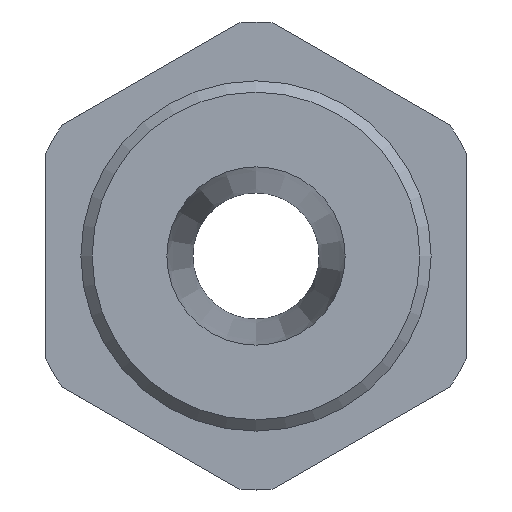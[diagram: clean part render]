
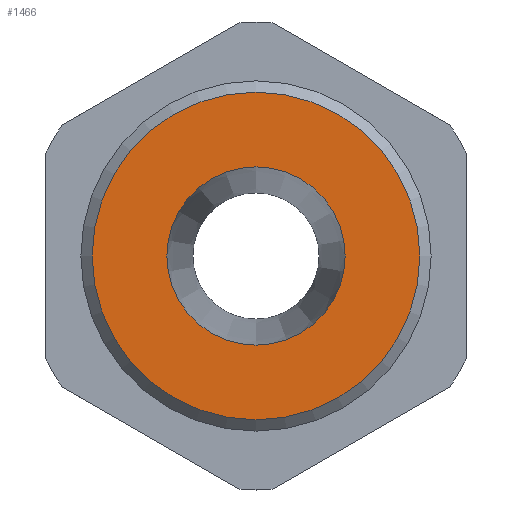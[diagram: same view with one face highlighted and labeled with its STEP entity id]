
A CAD part, left-side view. The second image highlights one B-rep face of the part: STEP entity #1466.
In plain terms, the highlighted planar face has unit normal (-1, 0, 0).
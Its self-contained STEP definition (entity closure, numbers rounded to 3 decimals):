
#113=CIRCLE('',#1604,11.69);
#114=CIRCLE('',#1606,6.36);
#115=CIRCLE('',#1607,6.36);
#482=VERTEX_POINT('',#2416);
#483=VERTEX_POINT('',#2420);
#484=VERTEX_POINT('',#2421);
#695=EDGE_CURVE('',#482,#482,#113,.F.);
#696=EDGE_CURVE('',#483,#484,#114,.T.);
#697=EDGE_CURVE('',#484,#483,#115,.T.);
#1014=ORIENTED_EDGE('',*,*,#696,.T.);
#1015=ORIENTED_EDGE('',*,*,#697,.T.);
#1016=ORIENTED_EDGE('',*,*,#695,.F.);
#1284=EDGE_LOOP('',(#1014,#1015));
#1285=EDGE_LOOP('',(#1016));
#1377=FACE_BOUND('',#1284,.T.);
#1378=FACE_BOUND('',#1285,.T.);
#1466=ADVANCED_FACE('',(#1377,#1378),#2635,.T.);
#1604=AXIS2_PLACEMENT_3D('',#2417,#1912,#1913);
#1605=AXIS2_PLACEMENT_3D('',#2418,#1914,$);
#1606=AXIS2_PLACEMENT_3D('',#2419,#1915,#1916);
#1607=AXIS2_PLACEMENT_3D('',#2422,#1917,#1918);
#1912=DIRECTION('',(-1.,0.,0.));
#1913=DIRECTION('',(0.,0.,-11.69));
#1914=DIRECTION('',(-1.,0.,0.));
#1915=DIRECTION('',(1.,0.,0.));
#1916=DIRECTION('',(0.,0.,6.36));
#1917=DIRECTION('',(1.,0.,0.));
#1918=DIRECTION('',(0.,0.,6.36));
#2416=CARTESIAN_POINT('',(0.,0.,-11.69));
#2417=CARTESIAN_POINT('',(0.,0.,0.));
#2418=CARTESIAN_POINT('',(0.,11.69,0.));
#2419=CARTESIAN_POINT('',(0.,0.,0.));
#2420=CARTESIAN_POINT('',(0.,0.,-6.36));
#2421=CARTESIAN_POINT('',(0.,0.,6.36));
#2422=CARTESIAN_POINT('',(0.,0.,0.));
#2635=PLANE('',#1605);
